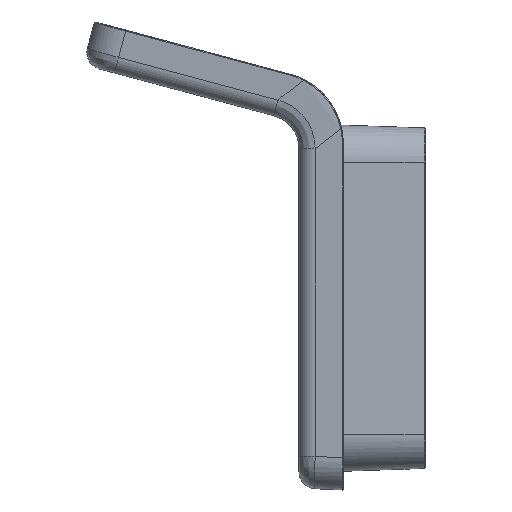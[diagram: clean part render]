
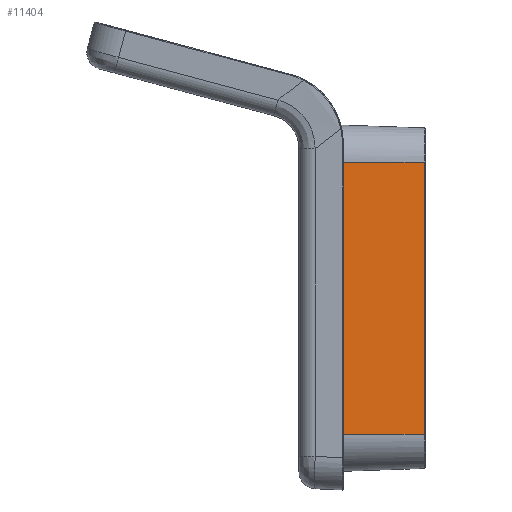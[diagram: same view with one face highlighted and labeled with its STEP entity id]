
A CAD part, left-side view. The second image highlights one B-rep face of the part: STEP entity #11404.
In plain terms, the highlighted planar face has unit normal (-0.999, -0.035, 0).
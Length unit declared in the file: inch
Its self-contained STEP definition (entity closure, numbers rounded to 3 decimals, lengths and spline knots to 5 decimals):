
#740 = CARTESIAN_POINT ( 'NONE',  ( -2.71096, -2.59316, -1.99584 ) ) ;
#835 = CARTESIAN_POINT ( 'NONE',  ( -2.71801, -2.39141, 1.15001 ) ) ;
#1231 = LINE ( 'NONE', #18227, #1234 ) ;
#1234 = VECTOR ( 'NONE', #18228, 39.37008 ) ;
#1244 = LINE ( 'NONE', #18242, #1247 ) ;
#1247 = VECTOR ( 'NONE', #18243, 39.37008 ) ;
#1253 = LINE ( 'NONE', #18254, #1256 ) ;
#1256 = VECTOR ( 'NONE', #18255, 39.37008 ) ;
#1267 = LINE ( 'NONE', #18272, #1270 ) ;
#1270 = VECTOR ( 'NONE', #18273, 39.37008 ) ;
#2583 = LINE ( 'NONE', #31040, #2589 ) ;
#2589 = VECTOR ( 'NONE', #31044, 39.37008 ) ;
#4218 = VERTEX_POINT ( 'NONE', #740 ) ;
#4324 = VERTEX_POINT ( 'NONE', #835 ) ;
#4367 = VERTEX_POINT ( 'NONE', #29591 ) ;
#8963 = VERTEX_POINT ( 'NONE', #11685 ) ;
#10847 = AXIS2_PLACEMENT_3D ( 'NONE', #12610, #12660, #12661 ) ;
#11404 = ADVANCED_FACE ( 'NONE', ( #13297 ), #12658, .T. ) ;
#11685 = CARTESIAN_POINT ( 'NONE',  ( -2.67829, -3.52884, 1.15001 ) ) ;
#12610 = CARTESIAN_POINT ( 'NONE',  ( -2.67796, -3.53834, -2.09744 ) ) ;
#12658 = PLANE ( 'NONE',  #10847 ) ;
#12660 = DIRECTION ( 'NONE',  ( -0.999, -0.035, 0. ) ) ;
#12661 = DIRECTION ( 'NONE',  ( 0.035, -0.999, 0. ) ) ;
#13297 = FACE_OUTER_BOUND ( 'NONE', #27024, .T. ) ;
#14603 = EDGE_CURVE ( 'NONE', #4218, #30035, #24094, .T. ) ;
#15134 = EDGE_CURVE ( 'NONE', #8963, #18919, #2583, .T. ) ;
#16177 = EDGE_CURVE ( 'NONE', #4324, #18919, #1231, .T. ) ;
#16193 = EDGE_CURVE ( 'NONE', #30035, #8963, #1244, .T. ) ;
#16205 = EDGE_CURVE ( 'NONE', #4324, #4367, #1253, .T. ) ;
#16222 = EDGE_CURVE ( 'NONE', #4367, #4218, #1267, .T. ) ;
#18227 = CARTESIAN_POINT ( 'NONE',  ( -2.71096, -2.59316, 1.15001 ) ) ;
#18228 = DIRECTION ( 'NONE',  ( 0.035, -0.999, 0. ) ) ;
#18242 = CARTESIAN_POINT ( 'NONE',  ( -2.67829, -3.52884, 1.15001 ) ) ;
#18243 = DIRECTION ( 'NONE',  ( 0., 0., 1. ) ) ;
#18254 = CARTESIAN_POINT ( 'NONE',  ( -2.71801, -2.39141, -2.09744 ) ) ;
#18255 = DIRECTION ( 'NONE',  ( 0., 0., -1. ) ) ;
#18272 = CARTESIAN_POINT ( 'NONE',  ( -2.71096, -2.59316, -1.99584 ) ) ;
#18273 = DIRECTION ( 'NONE',  ( 0.035, -0.999, 0. ) ) ;
#18919 = VERTEX_POINT ( 'NONE', #33121 ) ;
#19794 = DIRECTION ( 'NONE',  ( 0.035, -0.999, 0. ) ) ;
#19796 = CARTESIAN_POINT ( 'NONE',  ( -2.67796, -3.53834, -1.99584 ) ) ;
#21869 = ORIENTED_EDGE ( 'NONE', *, *, #16177, .F. ) ;
#21870 = ORIENTED_EDGE ( 'NONE', *, *, #16205, .T. ) ;
#21871 = ORIENTED_EDGE ( 'NONE', *, *, #16222, .T. ) ;
#21872 = ORIENTED_EDGE ( 'NONE', *, *, #14603, .T. ) ;
#21885 = ORIENTED_EDGE ( 'NONE', *, *, #16193, .T. ) ;
#21886 = ORIENTED_EDGE ( 'NONE', *, *, #15134, .T. ) ;
#24094 = LINE ( 'NONE', #19796, #24102 ) ;
#24102 = VECTOR ( 'NONE', #19794, 39.37008 ) ;
#27024 = EDGE_LOOP ( 'NONE', ( #21869, #21870, #21871, #21872, #21885, #21886 ) ) ;
#29591 = CARTESIAN_POINT ( 'NONE',  ( -2.71801, -2.39141, -1.99584 ) ) ;
#30035 = VERTEX_POINT ( 'NONE', #33311 ) ;
#31040 = CARTESIAN_POINT ( 'NONE',  ( -2.67796, -3.53834, 1.15001 ) ) ;
#31044 = DIRECTION ( 'NONE',  ( -0.035, 0.999, 0. ) ) ;
#33121 = CARTESIAN_POINT ( 'NONE',  ( -2.71096, -2.59316, 1.15001 ) ) ;
#33311 = CARTESIAN_POINT ( 'NONE',  ( -2.67829, -3.52884, -1.99584 ) ) ;
